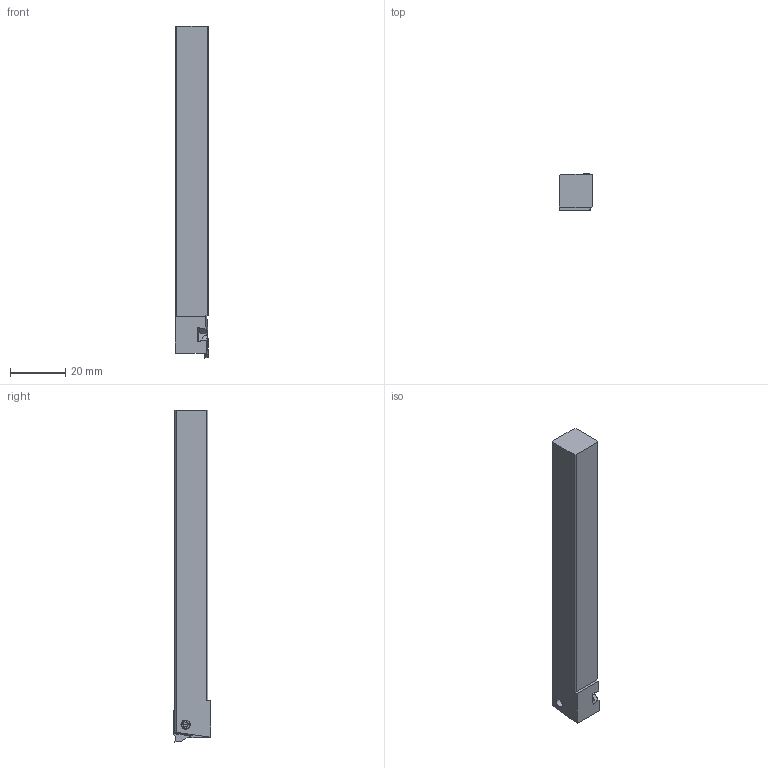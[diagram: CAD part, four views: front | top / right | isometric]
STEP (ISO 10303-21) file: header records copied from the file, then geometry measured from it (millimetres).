
FILE_DESCRIPTION(/* description */ (''),/* implementation_level */ '2;1');
FILE_NAME(/* name */ 'GTBHL1212-30_CW1_50_L_MR0_1.stp',/* time_stamp */ '2023-02-27T12:29:37+09:00',/* author */ (''),/* organization */ (''),/* preprocessor_version */ 'ST-DEVELOPER v16',/* originating_system */ 'SIEMENS PLM Software NX 10.0',/* authorisation */ '');
FILE_SCHEMA (('AUTOMOTIVE_DESIGN { 1 0 10303 214 3 1 1 1 }'));
Length unit declared in the file: millimetre
Products named in the file (1): GTBHL1212-30_CW1_50_L_MR0_1_ASM
Bounding box: 12 x 13.51 x 120.01 mm (x, y, z)
Volume: 16806.2 mm3; surface area: 6327.7 mm2
Topology: 2 solids, 2 shells, 139 faces, 421 edges, 311 vertices
Faces by surface type: plane 87, cylinder 31, cone 8, bspline 6, sphere 4, extrusion 3
Entity records: 5194 total; most frequent: CARTESIAN_POINT 1313, ORIENTED_EDGE 790, DIRECTION 750, EDGE_CURVE 395, VERTEX_POINT 266, VECTOR 266, LINE 263, AXIS2_PLACEMENT_3D 242
